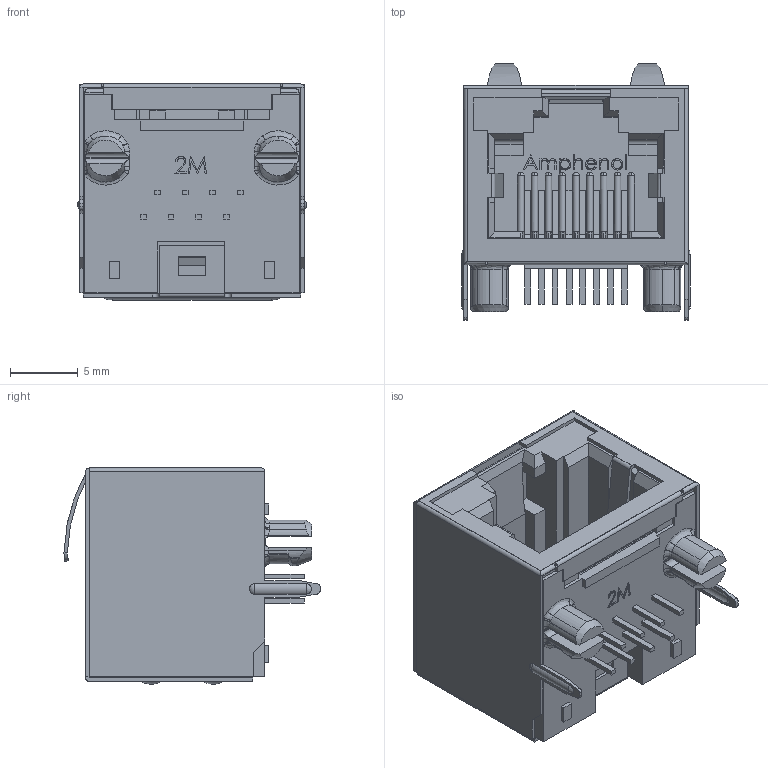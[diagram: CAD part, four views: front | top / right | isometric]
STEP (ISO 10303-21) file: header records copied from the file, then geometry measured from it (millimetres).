
FILE_DESCRIPTION (( 'STEP AP214' ), '1' );
FILE_NAME ('RJHSEx380x.STEP', '2023-07-20T18:53:53', ( '' ), ( '' ), 'SwSTEP 2.0', 'SolidWorks 2021', '' );
FILE_SCHEMA (( 'AUTOMOTIVE_DESIGN' ));
Length unit declared in the file: millimetre
Products named in the file (2): RJHSE5380--3DModel-STEP-533217; RJHSEx380x
Assembly tree (1 placements, depth 2):
  RJHSEx380x
    RJHSE5380--3DModel-STEP-533217
Bounding box: 16.83 x 18.84 x 15.92 mm (x, y, z)
Volume: 2154.8 mm3; surface area: 4092.7 mm2
Topology: 1 solids, 1 shells, 1065 faces, 3020 edges, 1986 vertices
Faces by surface type: plane 695, cylinder 204, bspline 159, cone 7
Entity records: 42756 total; most frequent: CARTESIAN_POINT 17435, ORIENTED_EDGE 6008, DIRECTION 3999, EDGE_CURVE 3004, VERTEX_POINT 1986, VECTOR 1929, LINE 1929, EDGE_LOOP 1144
